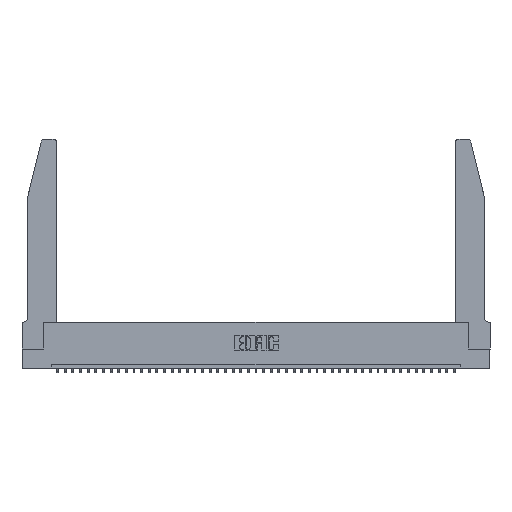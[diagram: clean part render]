
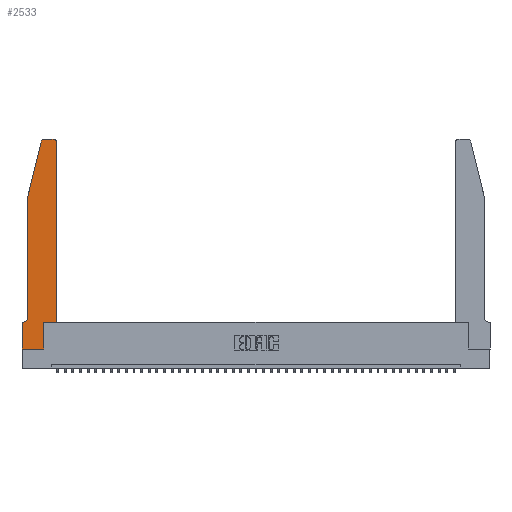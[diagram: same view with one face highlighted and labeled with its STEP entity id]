
A CAD part, top view. The second image highlights one B-rep face of the part: STEP entity #2533.
In plain terms, the highlighted planar face has unit normal (0, 0, 1).
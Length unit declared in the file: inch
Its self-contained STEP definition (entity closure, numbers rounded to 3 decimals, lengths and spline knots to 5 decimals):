
#696 = VERTEX_POINT ( 'NONE', #22656 ) ;
#781 = VERTEX_POINT ( 'NONE', #7169 ) ;
#824 = ORIENTED_EDGE ( 'NONE', *, *, #9011, .T. ) ;
#2136 = CARTESIAN_POINT ( 'NONE',  ( 0.4205, 2.72, 0.37 ) ) ;
#2221 = LINE ( 'NONE', #10605, #18956 ) ;
#2533 = ADVANCED_FACE ( 'NONE', ( #42861 ), #19286, .T. ) ;
#2633 = CARTESIAN_POINT ( 'NONE',  ( 0., 0., 0.37 ) ) ;
#2683 = CARTESIAN_POINT ( 'NONE',  ( 0.4505, 2.72, 0.37 ) ) ;
#3388 = DIRECTION ( 'NONE',  ( 0., 1., 0. ) ) ;
#3892 = EDGE_CURVE ( 'NONE', #19527, #14974, #25528, .T. ) ;
#4213 = CARTESIAN_POINT ( 'NONE',  ( 0.2605, 2.75, 0.37 ) ) ;
#4791 = CARTESIAN_POINT ( 'NONE',  ( 0.4205, 2.75, 0.37 ) ) ;
#4899 = VERTEX_POINT ( 'NONE', #30009 ) ;
#4999 = CARTESIAN_POINT ( 'NONE',  ( 0.2865, 0.35, 0.37 ) ) ;
#6210 = VERTEX_POINT ( 'NONE', #4791 ) ;
#6399 = CIRCLE ( 'NONE', #18932, 0.07 ) ;
#6481 = LINE ( 'NONE', #15575, #13804 ) ;
#7169 = CARTESIAN_POINT ( 'NONE',  ( 0.0055, 0.35, 0.37 ) ) ;
#7405 = EDGE_CURVE ( 'NONE', #4899, #21496, #10424, .T. ) ;
#7749 = CARTESIAN_POINT ( 'NONE',  ( 0.0755, 2., 0.37 ) ) ;
#7840 = ORIENTED_EDGE ( 'NONE', *, *, #21907, .T. ) ;
#8951 = CARTESIAN_POINT ( 'NONE',  ( 0.4505, 0.35, 0.37 ) ) ;
#9011 = EDGE_CURVE ( 'NONE', #781, #23530, #22320, .T. ) ;
#9410 = VERTEX_POINT ( 'NONE', #2683 ) ;
#9469 = ORIENTED_EDGE ( 'NONE', *, *, #17744, .T. ) ;
#9641 = ORIENTED_EDGE ( 'NONE', *, *, #40485, .T. ) ;
#9866 = LINE ( 'NONE', #33944, #32839 ) ;
#10199 = ORIENTED_EDGE ( 'NONE', *, *, #7405, .T. ) ;
#10424 = LINE ( 'NONE', #13082, #27126 ) ;
#10605 = CARTESIAN_POINT ( 'NONE',  ( 0., 0., 0.37 ) ) ;
#10650 = VECTOR ( 'NONE', #15581, 39.37008 ) ;
#11129 = VERTEX_POINT ( 'NONE', #22738 ) ;
#12236 = CARTESIAN_POINT ( 'NONE',  ( 0.25487, 2.72718, 0.37 ) ) ;
#13082 = CARTESIAN_POINT ( 'NONE',  ( 0.2865, 0.35, 0.37 ) ) ;
#13499 = LINE ( 'NONE', #4213, #23885 ) ;
#13804 = VECTOR ( 'NONE', #32577, 39.37008 ) ;
#14974 = VERTEX_POINT ( 'NONE', #12236 ) ;
#15575 = CARTESIAN_POINT ( 'NONE',  ( 0.4505, 0.35, 0.37 ) ) ;
#15581 = DIRECTION ( 'NONE',  ( 1., 0., 0. ) ) ;
#16078 = CARTESIAN_POINT ( 'NONE',  ( 0., 0.35, 0.37 ) ) ;
#16112 = ORIENTED_EDGE ( 'NONE', *, *, #39632, .T. ) ;
#16671 = DIRECTION ( 'NONE',  ( -1., 0., 0. ) ) ;
#16878 = ORIENTED_EDGE ( 'NONE', *, *, #24600, .T. ) ;
#17273 = CARTESIAN_POINT ( 'NONE',  ( 0.284, 2.72, 0.37 ) ) ;
#17744 = EDGE_CURVE ( 'NONE', #23530, #30888, #19182, .T. ) ;
#18932 = AXIS2_PLACEMENT_3D ( 'NONE', #36592, #23608, #16671 ) ;
#18956 = VECTOR ( 'NONE', #42525, 39.37008 ) ;
#19182 = LINE ( 'NONE', #2633, #42121 ) ;
#19286 = PLANE ( 'NONE',  #19294 ) ;
#19294 = AXIS2_PLACEMENT_3D ( 'NONE', #39526, #29348, #26139 ) ;
#19527 = VERTEX_POINT ( 'NONE', #32131 ) ;
#21243 = LINE ( 'NONE', #7749, #25482 ) ;
#21496 = VERTEX_POINT ( 'NONE', #4999 ) ;
#21641 = CARTESIAN_POINT ( 'NONE',  ( 0.0755, 0.42, 0.37 ) ) ;
#21907 = EDGE_CURVE ( 'NONE', #21496, #11129, #32014, .T. ) ;
#22320 = LINE ( 'NONE', #36128, #41544 ) ;
#22656 = CARTESIAN_POINT ( 'NONE',  ( 0.0755, 2., 0.37 ) ) ;
#22738 = CARTESIAN_POINT ( 'NONE',  ( 0.4505, 0.35, 0.37 ) ) ;
#22968 = CIRCLE ( 'NONE', #29614, 0.03 ) ;
#23530 = VERTEX_POINT ( 'NONE', #16078 ) ;
#23608 = DIRECTION ( 'NONE',  ( 0., 0., -1. ) ) ;
#23885 = VECTOR ( 'NONE', #34704, 39.37008 ) ;
#24177 = CARTESIAN_POINT ( 'NONE',  ( 0., 0., 0.37 ) ) ;
#24262 = ORIENTED_EDGE ( 'NONE', *, *, #26551, .T. ) ;
#24600 = EDGE_CURVE ( 'NONE', #696, #32739, #9866, .T. ) ;
#25068 = EDGE_CURVE ( 'NONE', #14974, #696, #21243, .T. ) ;
#25482 = VECTOR ( 'NONE', #37201, 39.37008 ) ;
#25528 = CIRCLE ( 'NONE', #26602, 0.03 ) ;
#26139 = DIRECTION ( 'NONE',  ( 1., 0., 0. ) ) ;
#26551 = EDGE_CURVE ( 'NONE', #6210, #19527, #13499, .T. ) ;
#26602 = AXIS2_PLACEMENT_3D ( 'NONE', #17273, #37626, #37207 ) ;
#27126 = VECTOR ( 'NONE', #3388, 39.37008 ) ;
#29348 = DIRECTION ( 'NONE',  ( 0., 0., 1. ) ) ;
#29499 = EDGE_CURVE ( 'NONE', #30888, #4899, #2221, .T. ) ;
#29614 = AXIS2_PLACEMENT_3D ( 'NONE', #2136, #35558, #35407 ) ;
#30009 = CARTESIAN_POINT ( 'NONE',  ( 0.2865, 0., 0.37 ) ) ;
#30168 = ORIENTED_EDGE ( 'NONE', *, *, #25068, .T. ) ;
#30635 = DIRECTION ( 'NONE',  ( 0., -1., 0. ) ) ;
#30888 = VERTEX_POINT ( 'NONE', #24177 ) ;
#30900 = EDGE_CURVE ( 'NONE', #9410, #6210, #22968, .T. ) ;
#31363 = DIRECTION ( 'NONE',  ( 0., -1., 0. ) ) ;
#31988 = EDGE_LOOP ( 'NONE', ( #24262, #33146, #30168, #16878, #9641, #824, #9469, #41014, #10199, #7840, #16112, #35524 ) ) ;
#32014 = LINE ( 'NONE', #8951, #10650 ) ;
#32131 = CARTESIAN_POINT ( 'NONE',  ( 0.284, 2.75, 0.37 ) ) ;
#32577 = DIRECTION ( 'NONE',  ( 0., 1., 0. ) ) ;
#32739 = VERTEX_POINT ( 'NONE', #21641 ) ;
#32839 = VECTOR ( 'NONE', #30635, 39.37008 ) ;
#33146 = ORIENTED_EDGE ( 'NONE', *, *, #3892, .T. ) ;
#33944 = CARTESIAN_POINT ( 'NONE',  ( 0.0755, 2., 0.37 ) ) ;
#34704 = DIRECTION ( 'NONE',  ( -1., 0., 0. ) ) ;
#35407 = DIRECTION ( 'NONE',  ( 1., 0., 0. ) ) ;
#35524 = ORIENTED_EDGE ( 'NONE', *, *, #30900, .T. ) ;
#35558 = DIRECTION ( 'NONE',  ( 0., 0., 1. ) ) ;
#36128 = CARTESIAN_POINT ( 'NONE',  ( 0.0755, 0.35, 0.37 ) ) ;
#36592 = CARTESIAN_POINT ( 'NONE',  ( 0.0055, 0.42, 0.37 ) ) ;
#37201 = DIRECTION ( 'NONE',  ( -0.239, -0.971, 0. ) ) ;
#37207 = DIRECTION ( 'NONE',  ( 1., 0., 0. ) ) ;
#37626 = DIRECTION ( 'NONE',  ( 0., 0., 1. ) ) ;
#39526 = CARTESIAN_POINT ( 'NONE',  ( 0., 0.35, 0.37 ) ) ;
#39632 = EDGE_CURVE ( 'NONE', #11129, #9410, #6481, .T. ) ;
#40485 = EDGE_CURVE ( 'NONE', #32739, #781, #6399, .T. ) ;
#41014 = ORIENTED_EDGE ( 'NONE', *, *, #29499, .T. ) ;
#41544 = VECTOR ( 'NONE', #42663, 39.37008 ) ;
#42121 = VECTOR ( 'NONE', #31363, 39.37008 ) ;
#42525 = DIRECTION ( 'NONE',  ( 1., 0., 0. ) ) ;
#42663 = DIRECTION ( 'NONE',  ( -1., 0., 0. ) ) ;
#42861 = FACE_OUTER_BOUND ( 'NONE', #31988, .T. ) ;
